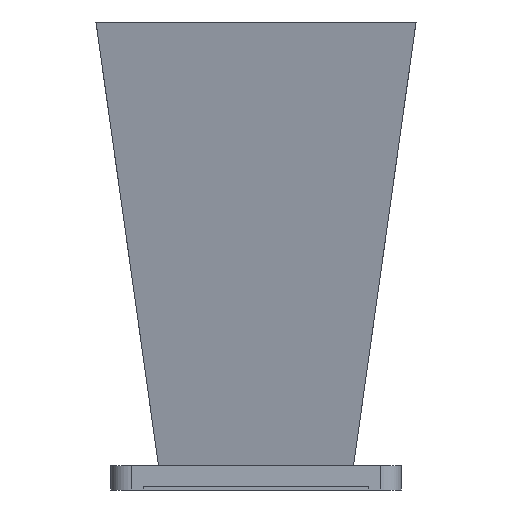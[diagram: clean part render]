
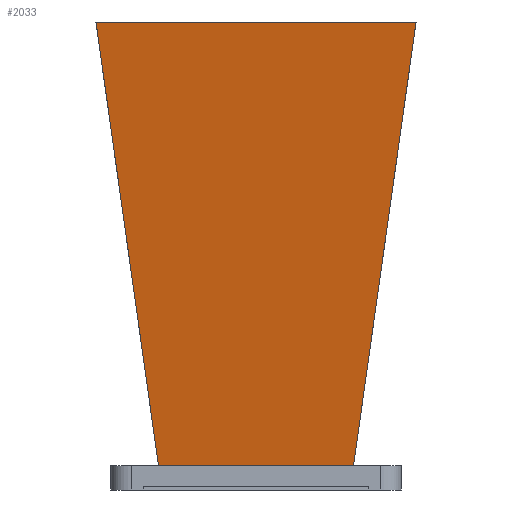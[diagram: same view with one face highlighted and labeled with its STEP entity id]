
A CAD part, front view. The second image highlights one B-rep face of the part: STEP entity #2033.
In plain terms, the highlighted planar face has unit normal (0, -0.988, -0.152).
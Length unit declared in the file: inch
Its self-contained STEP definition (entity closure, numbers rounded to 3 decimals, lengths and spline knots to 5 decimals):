
#14 = AXIS2_PLACEMENT_3D ( 'NONE', #1483, #785, #2185 ) ;
#141 = CARTESIAN_POINT ( 'NONE',  ( 1.513, -0.763, 0.375 ) ) ;
#370 = CARTESIAN_POINT ( 'NONE',  ( 1.513, -0.763, 0.375 ) ) ;
#554 = EDGE_CURVE ( 'NONE', #1830, #2874, #1129, .T. ) ;
#601 = LINE ( 'NONE', #370, #2488 ) ;
#639 = CARTESIAN_POINT ( 'NONE',  ( 2.48173, -1.82361, 7.251 ) ) ;
#785 = DIRECTION ( 'NONE',  ( 0., 0.988, 0.152 ) ) ;
#914 = CARTESIAN_POINT ( 'NONE',  ( -2.48173, -1.82361, 7.251 ) ) ;
#918 = ORIENTED_EDGE ( 'NONE', *, *, #1153, .T. ) ;
#978 = VECTOR ( 'NONE', #1684, 39.37008 ) ;
#1037 = CARTESIAN_POINT ( 'NONE',  ( -1.513, -0.763, 0.375 ) ) ;
#1054 = EDGE_CURVE ( 'NONE', #1220, #2282, #2558, .T. ) ;
#1071 = CARTESIAN_POINT ( 'NONE',  ( 0.50433, -0.763, 0.375 ) ) ;
#1129 = LINE ( 'NONE', #2513, #2263 ) ;
#1153 = EDGE_CURVE ( 'NONE', #1220, #2874, #601, .T. ) ;
#1220 = VERTEX_POINT ( 'NONE', #2827 ) ;
#1235 = LINE ( 'NONE', #1669, #978 ) ;
#1265 = DIRECTION ( 'NONE',  ( 0.138, -0.151, 0.979 ) ) ;
#1483 = CARTESIAN_POINT ( 'NONE',  ( 0., -0.68877, -0.10624 ) ) ;
#1509 = ORIENTED_EDGE ( 'NONE', *, *, #1054, .F. ) ;
#1580 = CARTESIAN_POINT ( 'NONE',  ( -1.513, -0.763, 0.375 ) ) ;
#1623 = DIRECTION ( 'NONE',  ( 1., 0., 0. ) ) ;
#1639 = ORIENTED_EDGE ( 'NONE', *, *, #554, .F. ) ;
#1669 = CARTESIAN_POINT ( 'NONE',  ( -1.513, -0.763, 0.375 ) ) ;
#1684 = DIRECTION ( 'NONE',  ( -0.138, -0.151, 0.979 ) ) ;
#1830 = VERTEX_POINT ( 'NONE', #914 ) ;
#1945 = PLANE ( 'NONE',  #14 ) ;
#2033 = ADVANCED_FACE ( 'NONE', ( #2833 ), #1945, .F. ) ;
#2185 = DIRECTION ( 'NONE',  ( 0., 0.152, -0.988 ) ) ;
#2228 = ORIENTED_EDGE ( 'NONE', *, *, #2347, .F. ) ;
#2263 = VECTOR ( 'NONE', #1623, 39.37008 ) ;
#2282 = VERTEX_POINT ( 'NONE', #1580 ) ;
#2347 = EDGE_CURVE ( 'NONE', #2282, #1830, #1235, .T. ) ;
#2409 = CARTESIAN_POINT ( 'NONE',  ( -0.50433, -0.763, 0.375 ) ) ;
#2488 = VECTOR ( 'NONE', #1265, 39.37008 ) ;
#2513 = CARTESIAN_POINT ( 'NONE',  ( -2.483, -1.82361, 7.251 ) ) ;
#2558 = B_SPLINE_CURVE_WITH_KNOTS ( 'NONE', 3,
 ( #141, #1071, #2409, #1037 ),
 .UNSPECIFIED., .F., .F.,
 ( 4, 4 ),
 ( 0., 1. ),
 .UNSPECIFIED. ) ;
#2808 = EDGE_LOOP ( 'NONE', ( #918, #1639, #2228, #1509 ) ) ;
#2827 = CARTESIAN_POINT ( 'NONE',  ( 1.513, -0.763, 0.375 ) ) ;
#2833 = FACE_OUTER_BOUND ( 'NONE', #2808, .T. ) ;
#2874 = VERTEX_POINT ( 'NONE', #639 ) ;
